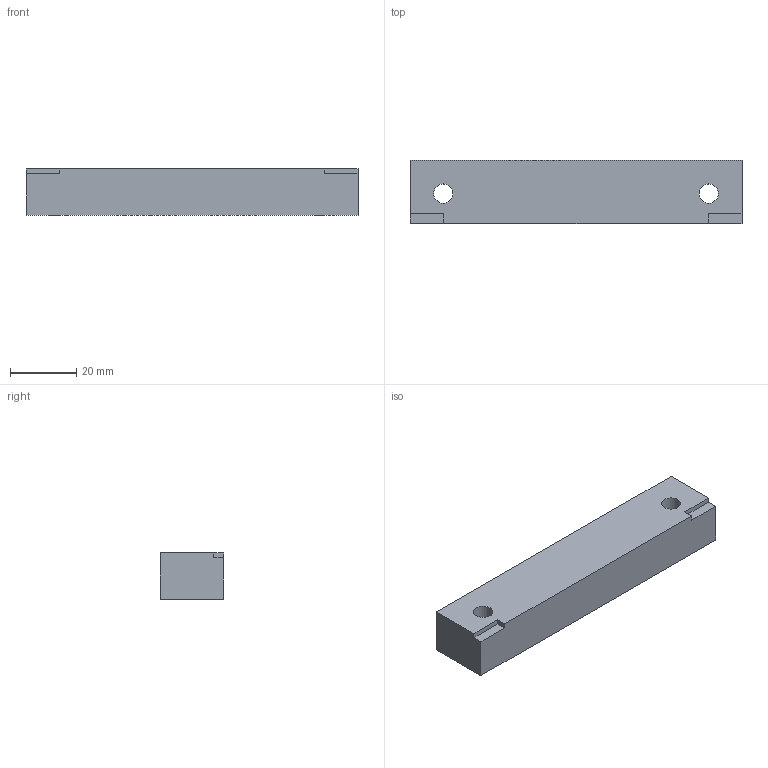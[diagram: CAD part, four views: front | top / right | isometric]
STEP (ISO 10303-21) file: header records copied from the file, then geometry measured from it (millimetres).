
FILE_DESCRIPTION(/* description */ ('Unknown'),/* implementation_level */ '2;1');
FILE_NAME(/* name */ 'Body_front_mount',/* time_stamp */ '2024-05-13T17:58:06+02:00',/* author */ ('Unknown'),/* organization */ ('Unknown'),/* preprocessor_version */ 'ST-DEVELOPER v18.104',/* originating_system */ 'Solid Edge',/* authorisation */ 'Unknown');
FILE_SCHEMA (('AUTOMOTIVE_DESIGN {1 0 10303 214 3 1 1}'));
Length unit declared in the file: millimetre
Products named in the file (1): Body_front_mount
Bounding box: 100 x 19 x 14 mm (x, y, z)
Volume: 25063.4 mm3; surface area: 7815.7 mm2
Topology: 1 solids, 1 shells, 22 faces, 52 edges, 36 vertices
Faces by surface type: plane 16, cylinder 6
Full cylindrical faces by diameter (mm): 5.8 x2, 10.1 x4
Entity records: 612 total; most frequent: DIRECTION 100, CARTESIAN_POINT 97, ORIENTED_EDGE 84, EDGE_CURVE 42, EDGE_LOOP 36, FACE_BOUND 36, AXIS2_PLACEMENT_3D 35, VERTEX_POINT 32
